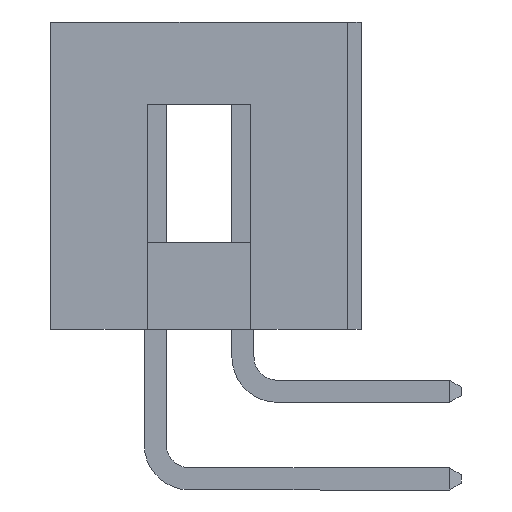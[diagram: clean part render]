
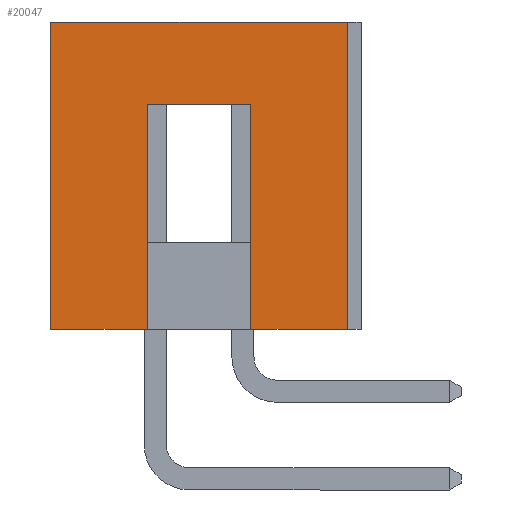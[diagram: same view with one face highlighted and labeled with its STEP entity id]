
A CAD part, left-side view. The second image highlights one B-rep face of the part: STEP entity #20047.
In plain terms, the highlighted planar face has unit normal (-1, 0, 0).
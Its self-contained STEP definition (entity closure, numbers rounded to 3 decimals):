
#699 = LINE ( 'NONE', #31860, #8663 ) ;
#711 = LINE ( 'NONE', #7507, #27418 ) ;
#961 = VERTEX_POINT ( 'NONE', #13619 ) ;
#984 = DIRECTION ( 'NONE',  ( 0., 1., 0. ) ) ;
#1055 = DIRECTION ( 'NONE',  ( 0., 0., -1. ) ) ;
#1811 = VERTEX_POINT ( 'NONE', #2563 ) ;
#2563 = CARTESIAN_POINT ( 'NONE',  ( 0., 0., 0. ) ) ;
#2789 = ORIENTED_EDGE ( 'NONE', *, *, #24806, .T. ) ;
#3775 = CARTESIAN_POINT ( 'NONE',  ( 0., 0., 0. ) ) ;
#3901 = VECTOR ( 'NONE', #984, 1000. ) ;
#4121 = CARTESIAN_POINT ( 'NONE',  ( 0., 0., 8.9 ) ) ;
#4499 = CARTESIAN_POINT ( 'NONE',  ( 0., 0., 0. ) ) ;
#5339 = VERTEX_POINT ( 'NONE', #34825 ) ;
#5976 = LINE ( 'NONE', #3775, #20986 ) ;
#6702 = VECTOR ( 'NONE', #15885, 1000. ) ;
#6885 = EDGE_CURVE ( 'NONE', #31731, #36471, #15903, .T. ) ;
#7507 = CARTESIAN_POINT ( 'NONE',  ( 0., 0., 8.9 ) ) ;
#7713 = EDGE_CURVE ( 'NONE', #31731, #5339, #699, .T. ) ;
#8157 = CARTESIAN_POINT ( 'NONE',  ( 0., 2.8, 0. ) ) ;
#8426 = FACE_OUTER_BOUND ( 'NONE', #30015, .T. ) ;
#8663 = VECTOR ( 'NONE', #10960, 1000. ) ;
#8730 = EDGE_CURVE ( 'NONE', #19344, #961, #38490, .T. ) ;
#9088 = ORIENTED_EDGE ( 'NONE', *, *, #32296, .F. ) ;
#9511 = ORIENTED_EDGE ( 'NONE', *, *, #17236, .T. ) ;
#10296 = PLANE ( 'NONE',  #37104 ) ;
#10960 = DIRECTION ( 'NONE',  ( 0., 1., 0. ) ) ;
#11666 = VERTEX_POINT ( 'NONE', #4121 ) ;
#11863 = LINE ( 'NONE', #18966, #3901 ) ;
#12184 = EDGE_CURVE ( 'NONE', #5339, #19344, #21679, .T. ) ;
#12830 = CARTESIAN_POINT ( 'NONE',  ( 0., 5.8, 6.5 ) ) ;
#13309 = DIRECTION ( 'NONE',  ( 0., 0., 1. ) ) ;
#13619 = CARTESIAN_POINT ( 'NONE',  ( 0., 8.6, 0. ) ) ;
#15611 = VECTOR ( 'NONE', #25417, 1000. ) ;
#15885 = DIRECTION ( 'NONE',  ( 0., 0., -1. ) ) ;
#15903 = LINE ( 'NONE', #19161, #30799 ) ;
#16462 = CARTESIAN_POINT ( 'NONE',  ( 0., 2.8, 6.5 ) ) ;
#17236 = EDGE_CURVE ( 'NONE', #11666, #23133, #11863, .T. ) ;
#18521 = VECTOR ( 'NONE', #27161, 1000. ) ;
#18966 = CARTESIAN_POINT ( 'NONE',  ( 0., 0., 8.9 ) ) ;
#19161 = CARTESIAN_POINT ( 'NONE',  ( 0., 2.8, 6.5 ) ) ;
#19344 = VERTEX_POINT ( 'NONE', #23971 ) ;
#19468 = LINE ( 'NONE', #24151, #18521 ) ;
#20047 = ADVANCED_FACE ( 'NONE', ( #8426 ), #10296, .T. ) ;
#20986 = VECTOR ( 'NONE', #30677, 1000. ) ;
#21679 = LINE ( 'NONE', #12830, #6702 ) ;
#21699 = EDGE_CURVE ( 'NONE', #1811, #36471, #5976, .T. ) ;
#23133 = VERTEX_POINT ( 'NONE', #34881 ) ;
#23971 = CARTESIAN_POINT ( 'NONE',  ( 0., 5.8, 0. ) ) ;
#24151 = CARTESIAN_POINT ( 'NONE',  ( 0., 8.6, 8.9 ) ) ;
#24152 = ORIENTED_EDGE ( 'NONE', *, *, #12184, .F. ) ;
#24806 = EDGE_CURVE ( 'NONE', #23133, #961, #19468, .T. ) ;
#25417 = DIRECTION ( 'NONE',  ( 0., 1., 0. ) ) ;
#25911 = ORIENTED_EDGE ( 'NONE', *, *, #6885, .T. ) ;
#27161 = DIRECTION ( 'NONE',  ( 0., 0., -1. ) ) ;
#27418 = VECTOR ( 'NONE', #28387, 1000. ) ;
#28093 = CARTESIAN_POINT ( 'NONE',  ( 0., 0., 8.9 ) ) ;
#28387 = DIRECTION ( 'NONE',  ( 0., 0., -1. ) ) ;
#28691 = ORIENTED_EDGE ( 'NONE', *, *, #21699, .F. ) ;
#30015 = EDGE_LOOP ( 'NONE', ( #25911, #28691, #9088, #9511, #2789, #34244, #24152, #35551 ) ) ;
#30677 = DIRECTION ( 'NONE',  ( 0., 1., 0. ) ) ;
#30799 = VECTOR ( 'NONE', #1055, 1000. ) ;
#31214 = DIRECTION ( 'NONE',  ( -1., 0., 0. ) ) ;
#31731 = VERTEX_POINT ( 'NONE', #16462 ) ;
#31860 = CARTESIAN_POINT ( 'NONE',  ( 0., 2.8, 6.5 ) ) ;
#32296 = EDGE_CURVE ( 'NONE', #11666, #1811, #711, .T. ) ;
#34244 = ORIENTED_EDGE ( 'NONE', *, *, #8730, .F. ) ;
#34825 = CARTESIAN_POINT ( 'NONE',  ( 0., 5.8, 6.5 ) ) ;
#34881 = CARTESIAN_POINT ( 'NONE',  ( 0., 8.6, 8.9 ) ) ;
#35551 = ORIENTED_EDGE ( 'NONE', *, *, #7713, .F. ) ;
#36471 = VERTEX_POINT ( 'NONE', #8157 ) ;
#37104 = AXIS2_PLACEMENT_3D ( 'NONE', #28093, #31214, #13309 ) ;
#38490 = LINE ( 'NONE', #4499, #15611 ) ;
